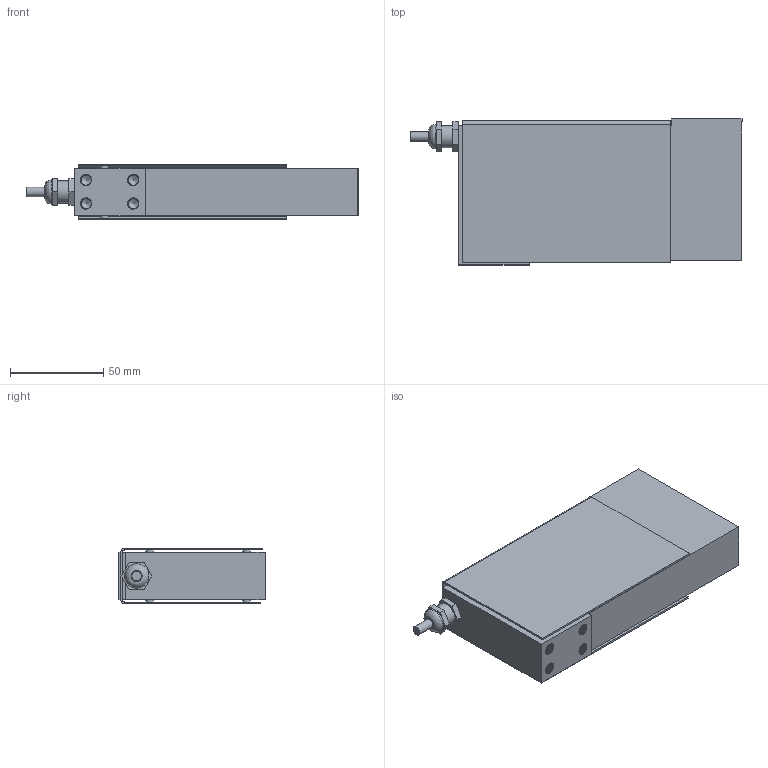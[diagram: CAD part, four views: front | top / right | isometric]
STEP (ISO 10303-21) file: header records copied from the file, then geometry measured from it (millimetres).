
FILE_DESCRIPTION(/* description */ (''),/* implementation_level */ '2;1');
FILE_NAME(/* name */ '108TSVS-(450-500)lb v1.step',/* time_stamp */ '2020-01-29T10:51:13-08:00',/* author */ (''),/* organization */ (''),/* preprocessor_version */ 'ST-DEVELOPER v18',/* originating_system */ 'Autodesk Translation Framework v8.12.0.6',/* authorisation */ '');
FILE_SCHEMA (('AUTOMOTIVE_DESIGN { 1 0 10303 214 3 1 1 }'));
Length unit declared in the file: inch
Products named in the file (2): 108TSVS-(450-500)lb; Connector
Assembly tree (1 placements, depth 2):
  108TSVS-(450-500)lb
    Connector
Bounding box: 178.43 x 78.5 x 29.97 mm (x, y, z)
Volume: 230921.8 mm3; surface area: 81356.3 mm2
Topology: 3 solids, 3 shells, 538 faces, 1377 edges, 854 vertices
Faces by surface type: cylinder 449, plane 63, bspline 17, cone 9
Full cylindrical faces by diameter (mm): 4 x4, 5.1 x1, 5.474 x200, 6.35 x200, 8 x1, 12 x2, 13 x1
Entity records: 34775 total; most frequent: CARTESIAN_POINT 23277, ORIENTED_EDGE 2736, DIRECTION 1766, EDGE_CURVE 1368, VERTEX_POINT 854, B_SPLINE_CURVE_WITH_KNOTS 736, AXIS2_PLACEMENT_3D 610, EDGE_LOOP 558
